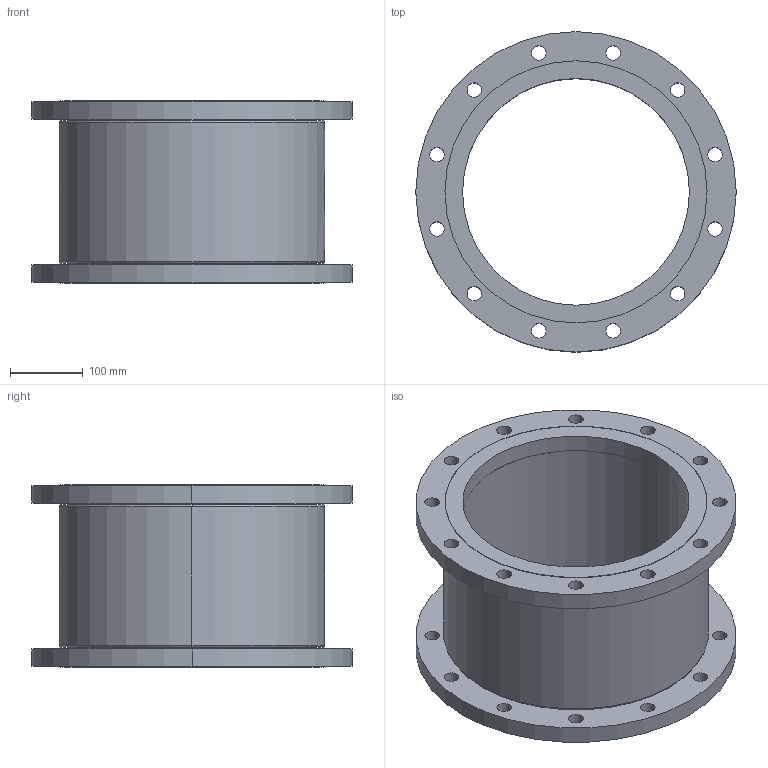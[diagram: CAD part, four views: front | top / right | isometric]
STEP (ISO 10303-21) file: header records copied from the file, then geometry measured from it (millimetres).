
FILE_DESCRIPTION (( 'STEP AP214' ), '1' );
FILE_NAME ('7150000_DN300_PN06_1197034.STEP', '2022-02-02T09:54:16', ( 'axxx' ), ( 'Hewlett-Packard Company' ), 'SwSTEP 2.0', 'SolidWorks 2019', '' );
FILE_SCHEMA (( 'AUTOMOTIVE_DESIGN' ));
Length unit declared in the file: millimetre
Products named in the file (1): 7150000_DN300_PN06_1197034
Bounding box: 440 x 440 x 250 mm (x, y, z)
Volume: 8973813.2 mm3; surface area: 914512.4 mm2
Topology: 1 solids, 1 shells, 546 faces, 1424 edges, 948 vertices
Faces by surface type: plane 229, bspline 228, cylinder 81, torus 8
Entity records: 29786 total; most frequent: CARTESIAN_POINT 17719, ORIENTED_EDGE 2848, DIRECTION 1762, EDGE_CURVE 1424, VERTEX_POINT 948, LINE 728, VECTOR 728, EDGE_LOOP 664
